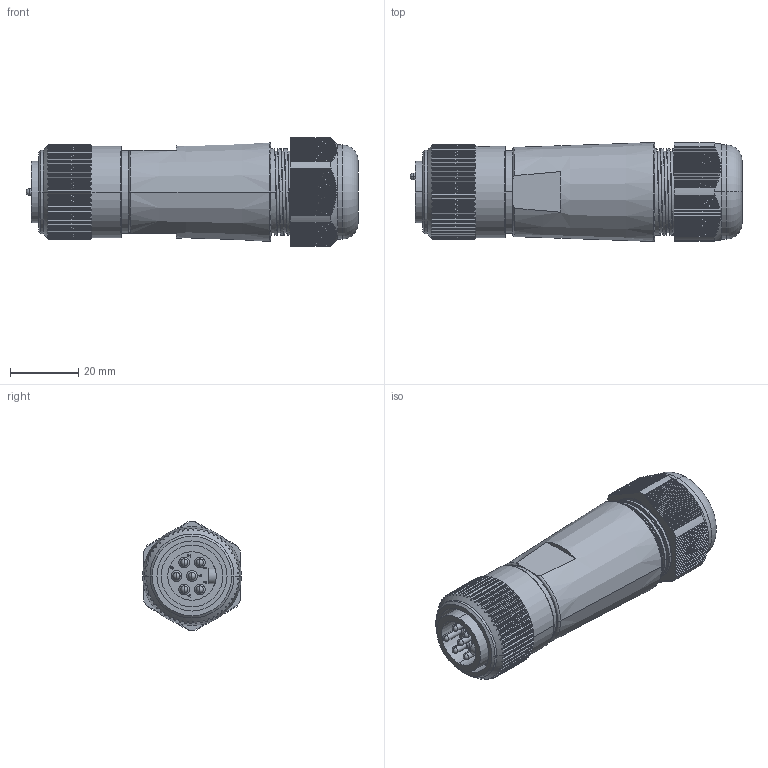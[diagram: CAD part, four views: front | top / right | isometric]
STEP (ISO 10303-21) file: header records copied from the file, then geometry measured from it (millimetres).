
FILE_DESCRIPTION (( 'STEP AP214' ), '1' );
FILE_NAME ('ZP-S1-6MP-FWX.step', '2016-03-08T22:15:57', ( '' ), ( '' ), 'SwSTEP 2.0', 'SolidWorks 2015', '' );
FILE_SCHEMA (( 'AUTOMOTIVE_DESIGN' ));
Length unit declared in the file: millimetre
Products named in the file (1): ZP-S1-6MP-FWX
Bounding box: 97.55 x 29.06 x 31.9 mm (x, y, z)
Volume: 49685.5 mm3; surface area: 17118.6 mm2
Topology: 10 solids, 10 shells, 937 faces, 2675 edges, 1765 vertices
Faces by surface type: plane 528, cylinder 318, bspline 44, cone 22, torus 13, sphere 12
Entity records: 37447 total; most frequent: CARTESIAN_POINT 15037, ORIENTED_EDGE 5302, DIRECTION 3647, EDGE_CURVE 2651, VERTEX_POINT 1753, LINE 1287, VECTOR 1287, AXIS2_PLACEMENT_3D 1180
